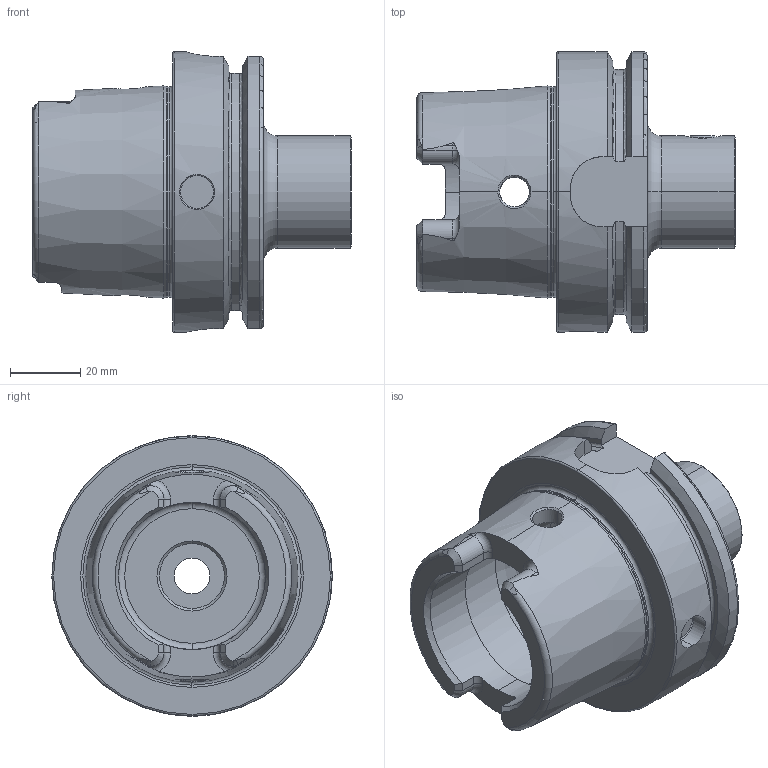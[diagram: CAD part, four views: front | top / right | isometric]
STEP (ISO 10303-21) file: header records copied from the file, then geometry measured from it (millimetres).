
FILE_DESCRIPTION (( 'STEP AP203' ), '1' );
FILE_NAME ('102.080.321.STEP', '2018-03-09T11:17:16', ( 'SWIAdmin' ), ( 'Hewlett-Packard Company' ), 'SwSTEP 2.0', 'SolidWorks 2017', '' );
FILE_SCHEMA (( 'CONFIG_CONTROL_DESIGN' ));
Length unit declared in the file: millimetre
Products named in the file (3): HA8-MB3.K01.051_B_Fertigbearbeitung; MB3-ER1.001.011_A; 102.080.321
Assembly tree (2 placements, depth 2):
  102.080.321
    HA8-MB3.K01.051_B_Fertigbearbeitung
    MB3-ER1.001.011_A
Bounding box: 90.9 x 80 x 80 mm (x, y, z)
Volume: 151529.2 mm3; surface area: 37209.4 mm2
Topology: 2 solids, 2 shells, 223 faces, 567 edges, 350 vertices
Faces by surface type: plane 70, cylinder 66, cone 48, torus 35, bspline 4
Entity records: 8357 total; most frequent: CARTESIAN_POINT 2773, ORIENTED_EDGE 1130, DIRECTION 1109, EDGE_CURVE 565, AXIS2_PLACEMENT_3D 453, VERTEX_POINT 350, EDGE_LOOP 235, CIRCLE 229
